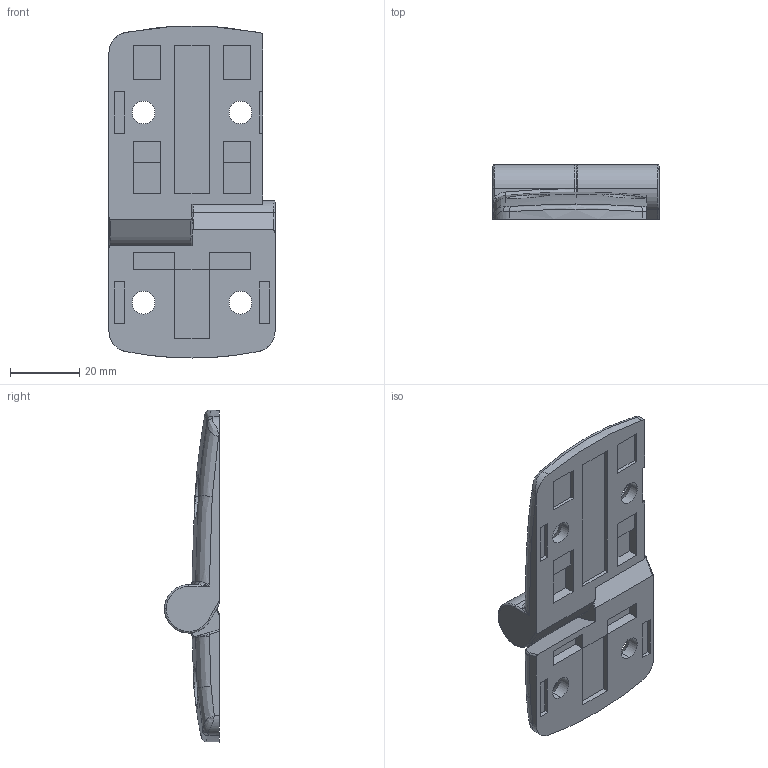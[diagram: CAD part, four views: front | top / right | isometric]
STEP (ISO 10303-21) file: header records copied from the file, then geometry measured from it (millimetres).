
FILE_DESCRIPTION (( 'STEP AP203' ), '1' );
FILE_NAME ('402600010_c_1.STEP', '2022-12-18T16:33:58', ( '' ), ( '' ), 'SwSTEP 2.0', 'SolidWorks 2014', '' );
FILE_SCHEMA (( 'CONFIG_CONTROL_DESIGN' ));
Length unit declared in the file: millimetre
Products named in the file (1): 402600010_c_1
Bounding box: 48 x 15.9 x 96 mm (x, y, z)
Volume: 28436.6 mm3; surface area: 14106 mm2
Topology: 3 solids, 3 shells, 185 faces, 470 edges, 297 vertices
Faces by surface type: plane 83, cylinder 47, bspline 43, cone 12
Entity records: 7663 total; most frequent: CARTESIAN_POINT 3472, ORIENTED_EDGE 930, DIRECTION 737, EDGE_CURVE 465, VERTEX_POINT 297, AXIS2_PLACEMENT_3D 248, VECTOR 241, LINE 241
